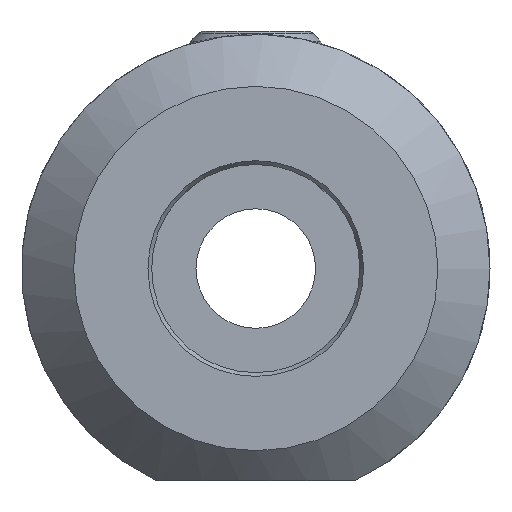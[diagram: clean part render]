
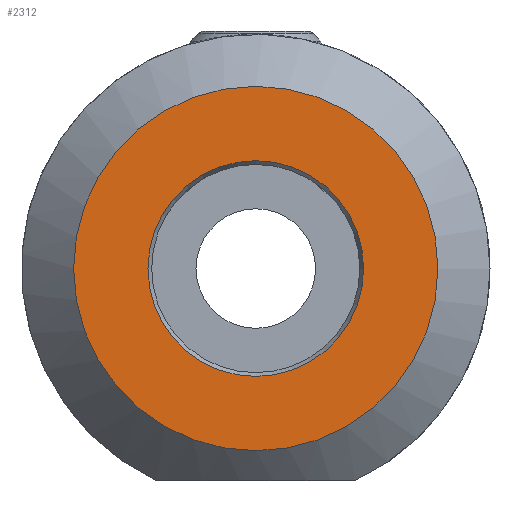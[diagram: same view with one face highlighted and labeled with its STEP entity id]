
A CAD part, left-side view. The second image highlights one B-rep face of the part: STEP entity #2312.
In plain terms, the highlighted planar face has unit normal (-1, 0, 0).
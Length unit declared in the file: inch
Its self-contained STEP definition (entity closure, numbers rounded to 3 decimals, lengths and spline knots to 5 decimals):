
#51=FACE_BOUND('',#533,.T.);
#97=PLANE('',#2527);
#394=FACE_OUTER_BOUND('',#532,.T.);
#532=EDGE_LOOP('',(#1698,#1699));
#533=EDGE_LOOP('',(#1700));
#681=CIRCLE('',#2523,0.65265);
#684=CIRCLE('',#2528,1.10236);
#685=CIRCLE('',#2529,1.10236);
#983=VERTEX_POINT('',#4098);
#990=VERTEX_POINT('',#4184);
#991=VERTEX_POINT('',#4185);
#1254=EDGE_CURVE('',#983,#983,#681,.T.);
#1263=EDGE_CURVE('',#990,#991,#684,.T.);
#1264=EDGE_CURVE('',#991,#990,#685,.T.);
#1698=ORIENTED_EDGE('',*,*,#1263,.F.);
#1699=ORIENTED_EDGE('',*,*,#1264,.F.);
#1700=ORIENTED_EDGE('',*,*,#1254,.F.);
#2312=ADVANCED_FACE('',(#394,#51),#97,.T.);
#2523=AXIS2_PLACEMENT_3D('',#4099,#2924,#2925);
#2527=AXIS2_PLACEMENT_3D('',#4183,#2934,#2935);
#2528=AXIS2_PLACEMENT_3D('',#4186,#2936,#2937);
#2529=AXIS2_PLACEMENT_3D('',#4187,#2938,#2939);
#2924=DIRECTION('center_axis',(-1.,0.,0.));
#2925=DIRECTION('ref_axis',(0.,0.,-1.));
#2934=DIRECTION('center_axis',(-1.,0.,0.));
#2935=DIRECTION('ref_axis',(0.,0.,1.));
#2936=DIRECTION('center_axis',(1.,0.,0.));
#2937=DIRECTION('ref_axis',(0.,1.,0.));
#2938=DIRECTION('center_axis',(1.,0.,0.));
#2939=DIRECTION('ref_axis',(0.,1.,0.));
#4098=CARTESIAN_POINT('',(-3.54331,0.,0.65265));
#4099=CARTESIAN_POINT('Origin',(-3.54331,0.,
0.));
#4183=CARTESIAN_POINT('Origin',(-3.54331,0.55118,0.));
#4184=CARTESIAN_POINT('',(-3.54331,1.10236,0.));
#4185=CARTESIAN_POINT('',(-3.54331,-1.10236,0.));
#4186=CARTESIAN_POINT('Origin',(-3.54331,0.,
0.));
#4187=CARTESIAN_POINT('Origin',(-3.54331,0.,
0.));
